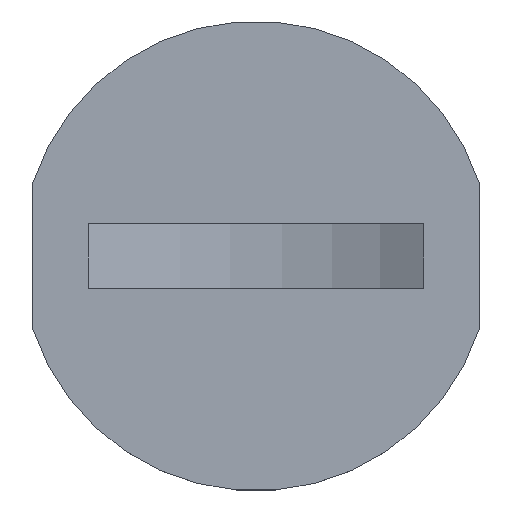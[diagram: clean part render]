
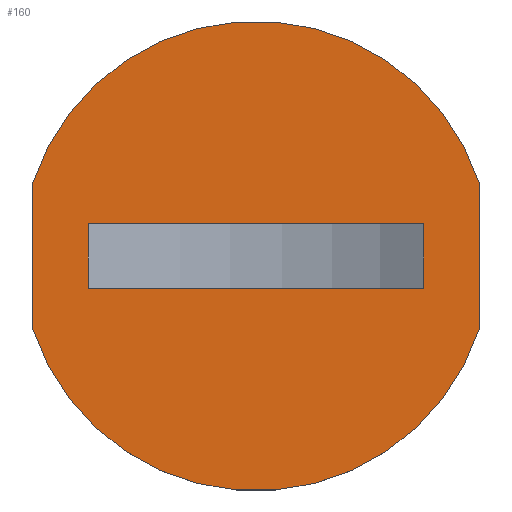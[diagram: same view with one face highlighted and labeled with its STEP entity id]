
A CAD part, top view. The second image highlights one B-rep face of the part: STEP entity #160.
In plain terms, the highlighted planar face has unit normal (0, 0, 1).
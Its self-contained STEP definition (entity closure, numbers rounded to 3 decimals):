
#16=FACE_BOUND('',#42,.T.);
#18=CIRCLE('',#184,8.);
#19=CIRCLE('',#186,8.);
#31=FACE_OUTER_BOUND('',#41,.T.);
#41=EDGE_LOOP('',(#125,#126,#127,#128));
#42=EDGE_LOOP('',(#129,#130,#131,#132));
#51=LINE('',#248,#62);
#54=LINE('',#259,#65);
#57=LINE('',#280,#68);
#58=LINE('',#282,#69);
#59=LINE('',#284,#70);
#60=LINE('',#285,#71);
#62=VECTOR('',#201,10.);
#65=VECTOR('',#206,10.);
#68=VECTOR('',#223,10.);
#69=VECTOR('',#224,10.);
#70=VECTOR('',#225,10.);
#71=VECTOR('',#226,10.);
#73=VERTEX_POINT('',#246);
#74=VERTEX_POINT('',#247);
#77=VERTEX_POINT('',#257);
#78=VERTEX_POINT('',#258);
#82=VERTEX_POINT('',#278);
#83=VERTEX_POINT('',#279);
#84=VERTEX_POINT('',#281);
#85=VERTEX_POINT('',#283);
#87=EDGE_CURVE('',#73,#74,#51,.T.);
#91=EDGE_CURVE('',#77,#78,#54,.T.);
#97=EDGE_CURVE('',#78,#73,#18,.T.);
#98=EDGE_CURVE('',#74,#77,#19,.T.);
#100=EDGE_CURVE('',#82,#83,#57,.T.);
#101=EDGE_CURVE('',#83,#84,#58,.T.);
#102=EDGE_CURVE('',#84,#85,#59,.T.);
#103=EDGE_CURVE('',#85,#82,#60,.T.);
#125=ORIENTED_EDGE('',*,*,#87,.F.);
#126=ORIENTED_EDGE('',*,*,#97,.F.);
#127=ORIENTED_EDGE('',*,*,#91,.F.);
#128=ORIENTED_EDGE('',*,*,#98,.F.);
#129=ORIENTED_EDGE('',*,*,#100,.T.);
#130=ORIENTED_EDGE('',*,*,#101,.T.);
#131=ORIENTED_EDGE('',*,*,#102,.T.);
#132=ORIENTED_EDGE('',*,*,#103,.T.);
#152=PLANE('',#188);
#160=ADVANCED_FACE('',(#31,#16),#152,.T.);
#184=AXIS2_PLACEMENT_3D('',#273,#213,#214);
#186=AXIS2_PLACEMENT_3D('',#275,#217,#218);
#188=AXIS2_PLACEMENT_3D('',#277,#221,#222);
#201=DIRECTION('',(0.,1.,0.));
#206=DIRECTION('',(0.,-1.,0.));
#213=DIRECTION('center_axis',(0.,0.,-1.));
#214=DIRECTION('ref_axis',(1.,0.,0.));
#217=DIRECTION('center_axis',(0.,0.,-1.));
#218=DIRECTION('ref_axis',(1.,0.,0.));
#221=DIRECTION('center_axis',(0.,0.,1.));
#222=DIRECTION('ref_axis',(1.,0.,0.));
#223=DIRECTION('',(-1.,0.,0.));
#224=DIRECTION('',(0.,1.,0.));
#225=DIRECTION('',(1.,0.,0.));
#226=DIRECTION('',(0.,-1.,0.));
#246=CARTESIAN_POINT('',(-7.6,-2.498,2.));
#247=CARTESIAN_POINT('',(-7.6,2.498,2.));
#248=CARTESIAN_POINT('',(-7.6,0.,2.));
#257=CARTESIAN_POINT('',(7.6,2.498,2.));
#258=CARTESIAN_POINT('',(7.6,-2.498,2.));
#259=CARTESIAN_POINT('',(7.6,0.,2.));
#273=CARTESIAN_POINT('Origin',(0.,0.,2.));
#275=CARTESIAN_POINT('Origin',(0.,0.,2.));
#277=CARTESIAN_POINT('Origin',(-8.,0.,2.));
#278=CARTESIAN_POINT('',(5.724,-1.1,2.));
#279=CARTESIAN_POINT('',(-5.724,-1.1,2.));
#280=CARTESIAN_POINT('',(-4.,-1.1,2.));
#281=CARTESIAN_POINT('',(-5.724,1.1,2.));
#282=CARTESIAN_POINT('',(-5.724,0.,2.));
#283=CARTESIAN_POINT('',(5.724,1.1,2.));
#284=CARTESIAN_POINT('',(-4.,1.1,2.));
#285=CARTESIAN_POINT('',(5.724,0.,2.));
